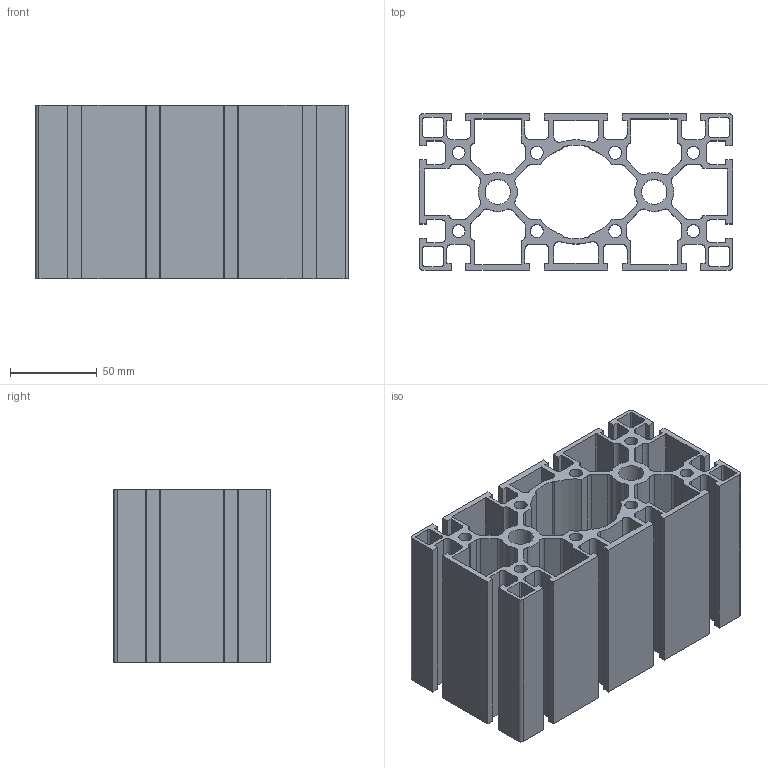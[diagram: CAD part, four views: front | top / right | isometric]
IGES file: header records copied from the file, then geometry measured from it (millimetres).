
Global section: file name: 109094.stp.ipt; native system: Autodesk Inventor 2014; preprocessor: unknown; author: zeman; date: 20151016.101234; units: millimetre
Bounding box: 180 x 90 x 100 mm (x, y, z)
Volume: 433118.6 mm3; surface area: 257814.5 mm2
Topology: 1 solids, 1 shells, 309 faces, 921 edges, 614 vertices
Faces by surface type: plane 176, revolution 119, cylinder 14
